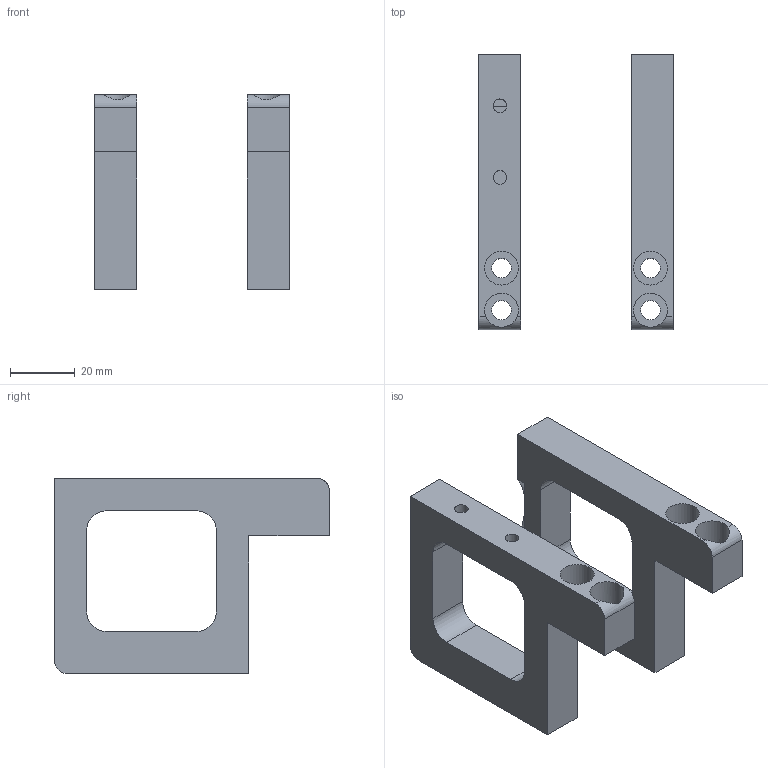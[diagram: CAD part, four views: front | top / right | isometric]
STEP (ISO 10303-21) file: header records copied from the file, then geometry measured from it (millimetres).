
FILE_DESCRIPTION(/* description */ (''),/* implementation_level */ '2;1');
FILE_NAME(/* name */ 'Z_motor_mount.step',/* time_stamp */ '2021-01-05T10:44:41+02:00',/* author */ (''),/* organization */ (''),/* preprocessor_version */ 'ST-DEVELOPER v18.1',/* originating_system */ 'Autodesk Translation Framework v9.7.1.1290',/* authorisation */ '');
FILE_SCHEMA (('AUTOMOTIVE_DESIGN { 1 0 10303 214 3 1 1 }'));
Length unit declared in the file: millimetre
Products named in the file (1): alu_motor_mounts
Bounding box: 60 x 85 x 60.22 mm (x, y, z)
Volume: 61385.7 mm3; surface area: 24279.4 mm2
Topology: 2 solids, 2 shells, 64 faces, 166 edges, 110 vertices
Faces by surface type: plane 36, cylinder 28
Full cylindrical faces by diameter (mm): 4.2 x6, 6 x4, 10.5 x4
Entity records: 2108 total; most frequent: CARTESIAN_POINT 413, DIRECTION 354, ORIENTED_EDGE 332, EDGE_CURVE 166, AXIS2_PLACEMENT_3D 127, VERTEX_POINT 110, LINE 100, VECTOR 100
